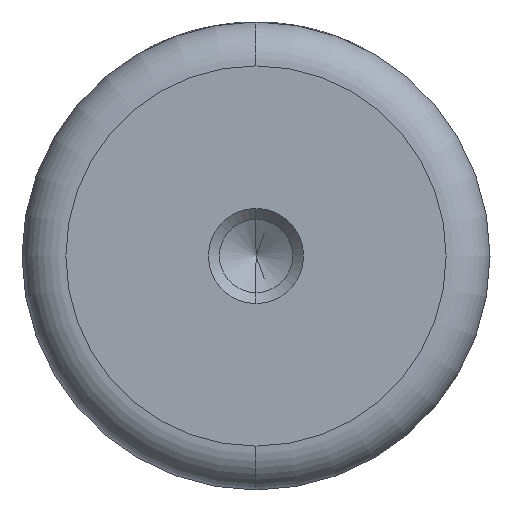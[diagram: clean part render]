
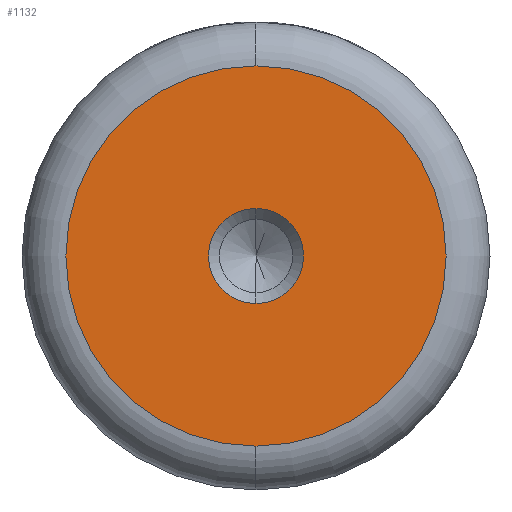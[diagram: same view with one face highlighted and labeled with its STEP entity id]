
A CAD part, left-side view. The second image highlights one B-rep face of the part: STEP entity #1132.
In plain terms, the highlighted planar face has unit normal (-1, 0, 0).
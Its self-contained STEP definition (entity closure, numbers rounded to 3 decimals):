
#33 = CIRCLE ( 'NONE', #957, 13. ) ;
#101 = CARTESIAN_POINT ( 'NONE',  ( 0., 0., 3.25 ) ) ;
#122 = EDGE_CURVE ( 'NONE', #1278, #715, #33, .T. ) ;
#169 = DIRECTION ( 'NONE',  ( -1., 0., 0. ) ) ;
#220 = ORIENTED_EDGE ( 'NONE', *, *, #742, .T. ) ;
#224 = AXIS2_PLACEMENT_3D ( 'NONE', #1277, #610, #1381 ) ;
#228 = CARTESIAN_POINT ( 'NONE',  ( 0., 0., 13. ) ) ;
#269 = VERTEX_POINT ( 'NONE', #1369 ) ;
#271 = EDGE_LOOP ( 'NONE', ( #220, #1014 ) ) ;
#300 = AXIS2_PLACEMENT_3D ( 'NONE', #607, #169, #950 ) ;
#335 = EDGE_LOOP ( 'NONE', ( #850, #938 ) ) ;
#351 = DIRECTION ( 'NONE',  ( -1., 0., 0. ) ) ;
#357 = EDGE_CURVE ( 'NONE', #269, #669, #556, .T. ) ;
#469 = DIRECTION ( 'NONE',  ( -1., 0., 0. ) ) ;
#478 = AXIS2_PLACEMENT_3D ( 'NONE', #609, #1379, #722 ) ;
#556 = CIRCLE ( 'NONE', #478, 3.25 ) ;
#607 = CARTESIAN_POINT ( 'NONE',  ( 0., 0., 0. ) ) ;
#609 = CARTESIAN_POINT ( 'NONE',  ( 0., 0., 0. ) ) ;
#610 = DIRECTION ( 'NONE',  ( -1., 0., 0. ) ) ;
#669 = VERTEX_POINT ( 'NONE', #101 ) ;
#715 = VERTEX_POINT ( 'NONE', #228 ) ;
#722 = DIRECTION ( 'NONE',  ( 0., 0., 1. ) ) ;
#742 = EDGE_CURVE ( 'NONE', #715, #1278, #1383, .T. ) ;
#744 = CARTESIAN_POINT ( 'NONE',  ( 0., 0., -13. ) ) ;
#820 = FACE_OUTER_BOUND ( 'NONE', #271, .T. ) ;
#850 = ORIENTED_EDGE ( 'NONE', *, *, #1136, .F. ) ;
#938 = ORIENTED_EDGE ( 'NONE', *, *, #357, .F. ) ;
#950 = DIRECTION ( 'NONE',  ( 0., 0., 1. ) ) ;
#957 = AXIS2_PLACEMENT_3D ( 'NONE', #1148, #469, #1246 ) ;
#1014 = ORIENTED_EDGE ( 'NONE', *, *, #122, .T. ) ;
#1015 = CARTESIAN_POINT ( 'NONE',  ( 0., 0., 0. ) ) ;
#1052 = AXIS2_PLACEMENT_3D ( 'NONE', #1015, #351, #1131 ) ;
#1095 = CIRCLE ( 'NONE', #224, 3.25 ) ;
#1128 = FACE_BOUND ( 'NONE', #335, .T. ) ;
#1131 = DIRECTION ( 'NONE',  ( 0., 0., 1. ) ) ;
#1132 = ADVANCED_FACE ( 'NONE', ( #1128, #820 ), #1272, .T. ) ;
#1136 = EDGE_CURVE ( 'NONE', #669, #269, #1095, .T. ) ;
#1148 = CARTESIAN_POINT ( 'NONE',  ( 0., 0., 0. ) ) ;
#1246 = DIRECTION ( 'NONE',  ( 0., 0., 1. ) ) ;
#1272 = PLANE ( 'NONE',  #300 ) ;
#1277 = CARTESIAN_POINT ( 'NONE',  ( 0., 0., 0. ) ) ;
#1278 = VERTEX_POINT ( 'NONE', #744 ) ;
#1369 = CARTESIAN_POINT ( 'NONE',  ( 0., 0., -3.25 ) ) ;
#1379 = DIRECTION ( 'NONE',  ( -1., 0., 0. ) ) ;
#1381 = DIRECTION ( 'NONE',  ( 0., 0., 1. ) ) ;
#1383 = CIRCLE ( 'NONE', #1052, 13. ) ;
